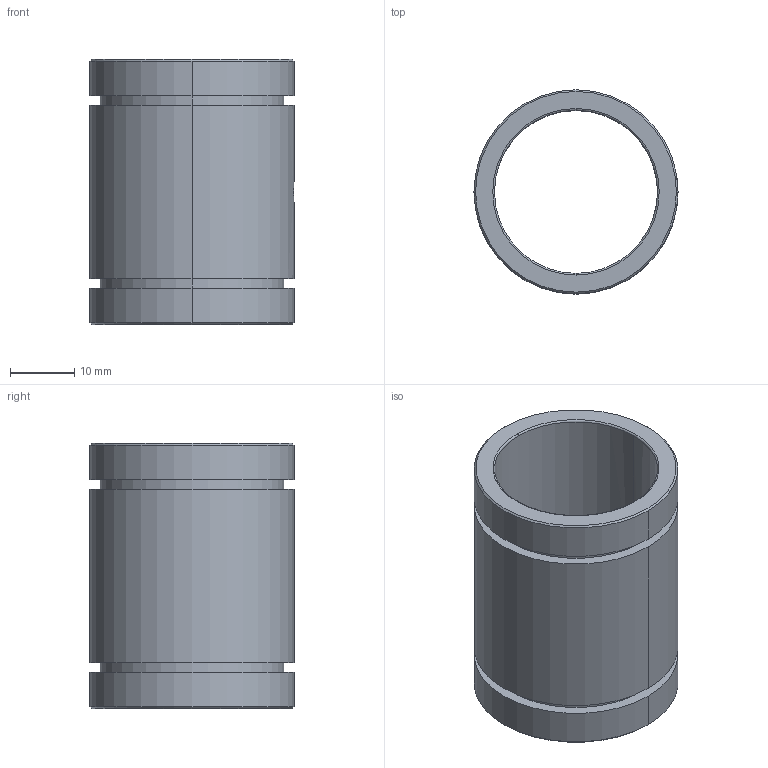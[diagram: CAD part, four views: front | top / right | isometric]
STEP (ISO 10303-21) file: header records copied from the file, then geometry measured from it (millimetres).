
FILE_DESCRIPTION (( 'STEP AP203' ), '1' );
FILE_NAME ('6673K35.step', '2016-03-18T20:33:02', ( '' ), ( '' ), 'SwSTEP 2.0', 'SolidWorks 2010', '' );
FILE_SCHEMA (( 'CONFIG_CONTROL_DESIGN' ));
Length unit declared in the file: inch
Products named in the file (1): 6673K35
Bounding box: 31.75 x 31.75 x 41.27 mm (x, y, z)
Volume: 11287.3 mm3; surface area: 8521.7 mm2
Topology: 1 solids, 1 shells, 28 faces, 63 edges, 40 vertices
Faces by surface type: cylinder 14, plane 6, cone 4, torus 4
Entity records: 986 total; most frequent: CARTESIAN_POINT 240, DIRECTION 157, ORIENTED_EDGE 126, AXIS2_PLACEMENT_3D 69, EDGE_CURVE 63, VERTEX_POINT 40, CIRCLE 40, EDGE_LOOP 35
